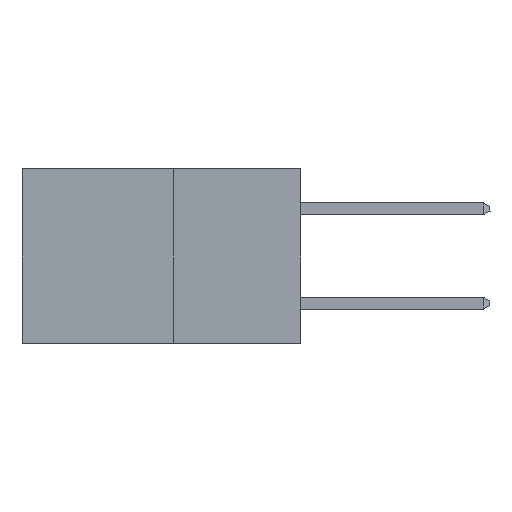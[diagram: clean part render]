
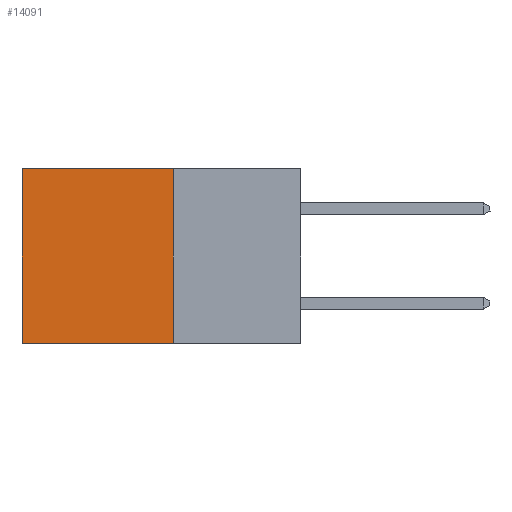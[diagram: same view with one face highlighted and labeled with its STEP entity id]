
A CAD part, left-side view. The second image highlights one B-rep face of the part: STEP entity #14091.
In plain terms, the highlighted planar face has unit normal (-1, 0, 0).
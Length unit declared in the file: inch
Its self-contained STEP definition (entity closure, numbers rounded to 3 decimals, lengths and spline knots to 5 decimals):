
#840 = DIRECTION ( 'NONE',  ( 0., 1., 0. ) ) ;
#1036 = ORIENTED_EDGE ( 'NONE', *, *, #18674, .F. ) ;
#1723 = LINE ( 'NONE', #12908, #13092 ) ;
#1731 = CARTESIAN_POINT ( 'NONE',  ( 0.277, 0.27, -0.37 ) ) ;
#2122 = VERTEX_POINT ( 'NONE', #13243 ) ;
#2624 = CARTESIAN_POINT ( 'NONE',  ( 0.277, 0.27, -0.37 ) ) ;
#2859 = CARTESIAN_POINT ( 'NONE',  ( 0.277, 0.27, 0. ) ) ;
#3090 = VERTEX_POINT ( 'NONE', #2624 ) ;
#3713 = EDGE_LOOP ( 'NONE', ( #4450, #16391, #1036, #8730 ) ) ;
#4200 = VECTOR ( 'NONE', #13819, 39.37008 ) ;
#4450 = ORIENTED_EDGE ( 'NONE', *, *, #13951, .T. ) ;
#4817 = LINE ( 'NONE', #1731, #4200 ) ;
#7851 = CARTESIAN_POINT ( 'NONE',  ( 0.277, 0.59, -0.37 ) ) ;
#8487 = EDGE_CURVE ( 'NONE', #3090, #19339, #1723, .T. ) ;
#8677 = VECTOR ( 'NONE', #16868, 39.37008 ) ;
#8730 = ORIENTED_EDGE ( 'NONE', *, *, #17347, .T. ) ;
#10057 = DIRECTION ( 'NONE',  ( 0., 0., -1. ) ) ;
#12908 = CARTESIAN_POINT ( 'NONE',  ( 0.277, 0.27, -0.37 ) ) ;
#12995 = VERTEX_POINT ( 'NONE', #20797 ) ;
#13092 = VECTOR ( 'NONE', #840, 39.37008 ) ;
#13243 = CARTESIAN_POINT ( 'NONE',  ( 0.277, 0.27, 0. ) ) ;
#13516 = CARTESIAN_POINT ( 'NONE',  ( 0.277, 0.59, -0.37 ) ) ;
#13657 = VECTOR ( 'NONE', #17367, 39.37008 ) ;
#13819 = DIRECTION ( 'NONE',  ( 0., 0., -1. ) ) ;
#13951 = EDGE_CURVE ( 'NONE', #12995, #19339, #18847, .T. ) ;
#14091 = ADVANCED_FACE ( 'NONE', ( #25433 ), #19816, .F. ) ;
#16391 = ORIENTED_EDGE ( 'NONE', *, *, #8487, .F. ) ;
#16868 = DIRECTION ( 'NONE',  ( 0., 1., 0. ) ) ;
#17007 = AXIS2_PLACEMENT_3D ( 'NONE', #19740, #21755, #10057 ) ;
#17347 = EDGE_CURVE ( 'NONE', #2122, #12995, #19144, .T. ) ;
#17367 = DIRECTION ( 'NONE',  ( 0., 0., -1. ) ) ;
#18674 = EDGE_CURVE ( 'NONE', #2122, #3090, #4817, .T. ) ;
#18847 = LINE ( 'NONE', #13516, #13657 ) ;
#19144 = LINE ( 'NONE', #2859, #8677 ) ;
#19339 = VERTEX_POINT ( 'NONE', #7851 ) ;
#19740 = CARTESIAN_POINT ( 'NONE',  ( 0.277, 0.27, -0.37 ) ) ;
#19816 = PLANE ( 'NONE',  #17007 ) ;
#20797 = CARTESIAN_POINT ( 'NONE',  ( 0.277, 0.59, 0. ) ) ;
#21755 = DIRECTION ( 'NONE',  ( 1., 0., 0. ) ) ;
#25433 = FACE_OUTER_BOUND ( 'NONE', #3713, .T. ) ;
